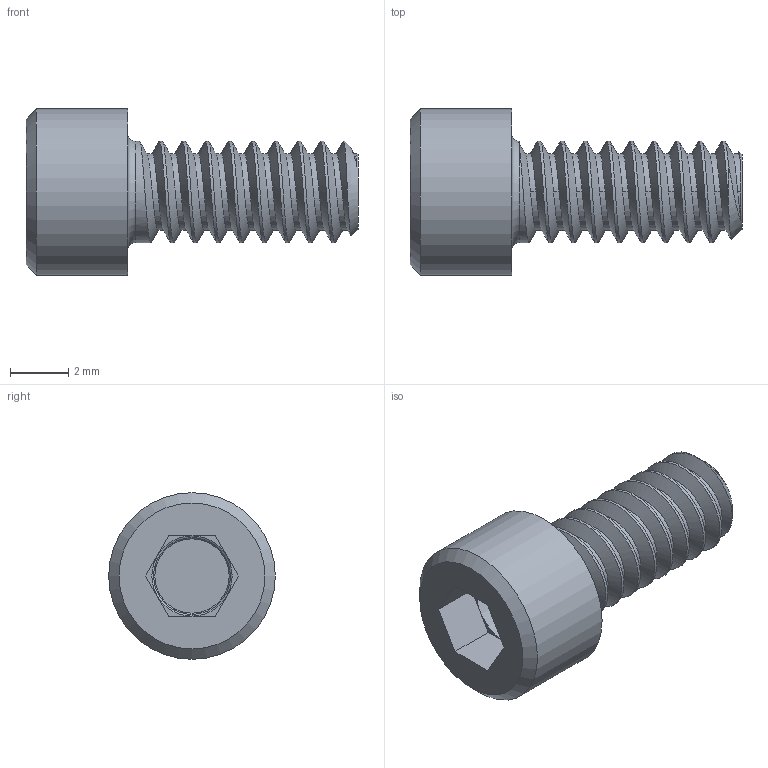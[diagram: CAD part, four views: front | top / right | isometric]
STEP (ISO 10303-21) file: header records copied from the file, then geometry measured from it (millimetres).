
FILE_DESCRIPTION(/* description */ (''),/* implementation_level */ '2;1');
FILE_NAME(/* name */ '39098_TXM-SHCS 6-32 x 0.3125 v1.step',/* time_stamp */ '2020-10-25T13:44:25-04:00',/* author */ (''),/* organization */ (''),/* preprocessor_version */ 'ST-DEVELOPER v18.1',/* originating_system */ 'Autodesk Translation Framework v9.3.0.1241',/* authorisation */ '');
FILE_SCHEMA (('AUTOMOTIVE_DESIGN { 1 0 10303 214 3 1 1 }'));
Length unit declared in the file: inch
Products named in the file (1): 39098_TXM-SHCS 6-32 x 0.3125
Bounding box: 11.44 x 5.74 x 5.74 mm (x, y, z)
Volume: 135.4 mm3; surface area: 243.9 mm2
Topology: 1 solids, 1 shells, 45 faces, 116 edges, 74 vertices
Faces by surface type: cylinder 23, plane 16, cone 3, bspline 2, torus 1
Full cylindrical faces by diameter (mm): 2.646 x9, 3.505 x8, 5.74 x1
Entity records: 2892 total; most frequent: CARTESIAN_POINT 1859, ORIENTED_EDGE 230, DIRECTION 178, EDGE_CURVE 115, VERTEX_POINT 74, AXIS2_PLACEMENT_3D 63, LINE 52, VECTOR 52
